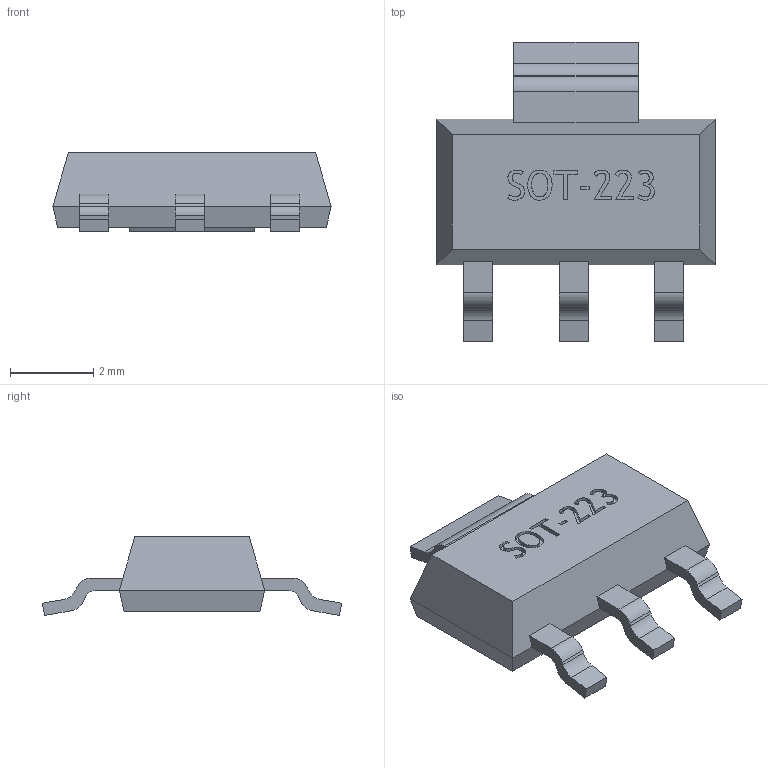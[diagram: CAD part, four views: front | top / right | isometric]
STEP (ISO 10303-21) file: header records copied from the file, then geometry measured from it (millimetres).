
FILE_DESCRIPTION (( 'STEP AP214' ), '1' );
FILE_NAME ('User Library-SOT-223-2.STEP', '2016-05-31T06:42:34', ( 'Windows User' ), ( '' ), 'SwSTEP 2.0', 'SolidWorks 2016', '' );
FILE_SCHEMA (( 'AUTOMOTIVE_DESIGN' ));
Length unit declared in the file: millimetre
Products named in the file (4): User Library-SOT-223-2; User Library-SOT-223-2_PIN_SOT-223_1; User Library-SOT-223-2_SOT-223_1; User Library-SOT-223-2_PIN_SOT-223_2_1
Assembly tree (5 placements, depth 2):
  User Library-SOT-223-2
    User Library-SOT-223-2_PIN_SOT-223_2_1  x3
    User Library-SOT-223-2_SOT-223_1
    User Library-SOT-223-2_PIN_SOT-223_1
Bounding box: 6.7 x 7.2 x 1.9 mm (x, y, z)
Volume: 40.1 mm3; surface area: 104.8 mm2
Topology: 5 solids, 5 shells, 153 faces, 401 edges, 266 vertices
Faces by surface type: plane 93, bspline 44, cylinder 16
Entity records: 9164 total; most frequent: CARTESIAN_POINT 4820, ORIENTED_EDGE 658, DIRECTION 435, EDGE_CURVE 329, VECTOR 225, LINE 225, VERTEX_POINT 218, UNCERTAINTY_MEASURE_WITH_UNIT 135
